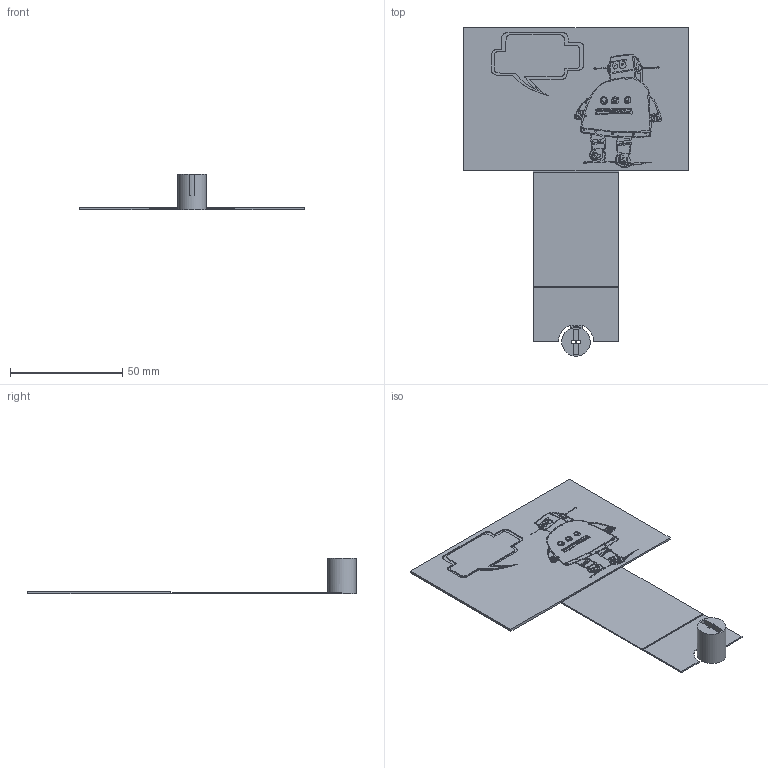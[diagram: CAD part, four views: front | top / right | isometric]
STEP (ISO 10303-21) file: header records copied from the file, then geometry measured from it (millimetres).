
FILE_DESCRIPTION((''),'2;1');
FILE_NAME('3D Printed Folded Night Custom.stp','2014-12-28T21:40:38',('Meagan Mason'),(''),'Autodesk Inventor 2012','Autodesk Inventor 2012','');
FILE_SCHEMA(('AUTOMOTIVE_DESIGN { 1 0 10303 214 1 1 1 1 }'));
Length unit declared in the file: inch
Products named in the file (1): Promo Light
Bounding box: 100 x 146.05 x 15.88 mm (x, y, z)
Volume: 9597.3 mm3; surface area: 20675.1 mm2
Topology: 1 solids, 1 shells, 781 faces, 2139 edges, 1426 vertices
Faces by surface type: bspline 604, plane 172, cylinder 5
Full cylindrical faces by diameter (mm): 12.7 x1
Entity records: 61962 total; most frequent: CARTESIAN_POINT 46288, ORIENTED_EDGE 4274, EDGE_CURVE 2137, VERTEX_POINT 1425, DIRECTION 1296, B_SPLINE_CURVE_WITH_KNOTS 1146, VECTOR 918, LINE 918
